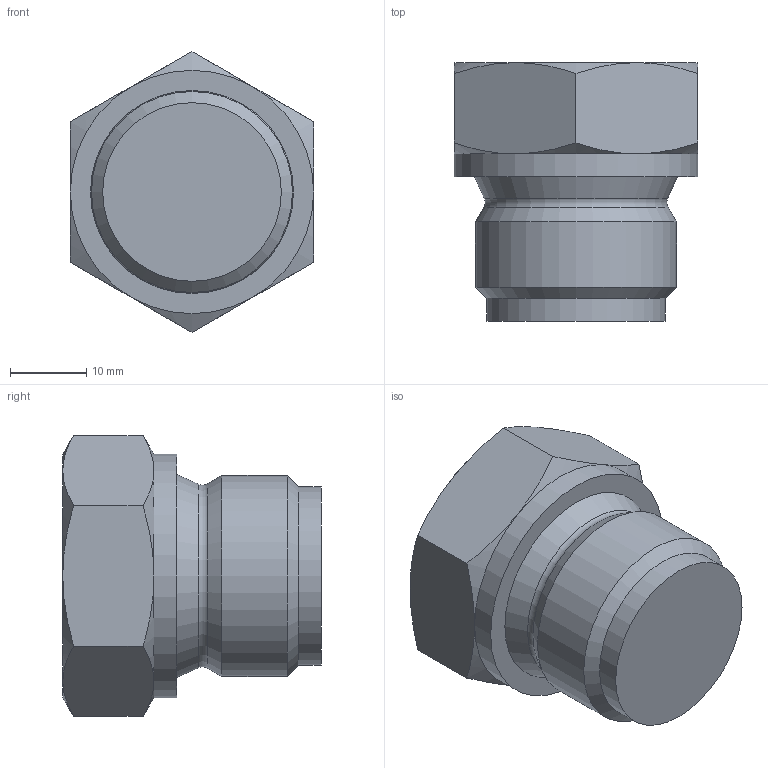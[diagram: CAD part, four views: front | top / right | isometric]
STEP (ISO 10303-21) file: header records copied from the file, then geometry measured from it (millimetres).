
FILE_DESCRIPTION(/* description */ (''),/* implementation_level */ '2;1');
FILE_NAME(/* name */ '31421W.stp',/* time_stamp */ '2018-02-06T13:49:45+01:00',/* author */ ('acgl'),/* organization */ (''),/* preprocessor_version */ 'ST-DEVELOPER v15.6',/* originating_system */ 'Autodesk Inventor 2015',/* authorisation */ '');
FILE_SCHEMA (('AUTOMOTIVE_DESIGN { 1 0 10303 214 3 1 1 }'));
Length unit declared in the file: centimetre
Products named in the file (1): 31421W
Bounding box: 32 x 34 x 36.95 mm (x, y, z)
Volume: 22582.1 mm3; surface area: 4854.7 mm2
Topology: 1 solids, 1 shells, 32 faces, 63 edges, 36 vertices
Faces by surface type: cone 15, plane 11, cylinder 5, torus 1
Full cylindrical faces by diameter (mm): 5.5 x1, 10.1 x1, 23.5 x1, 26.441 x1, 32 x1
Entity records: 801 total; most frequent: CARTESIAN_POINT 171, DIRECTION 120, ORIENTED_EDGE 108, AXIS2_PLACEMENT_3D 57, EDGE_CURVE 54, EDGE_LOOP 44, VERTEX_POINT 36, STYLED_ITEM 33
